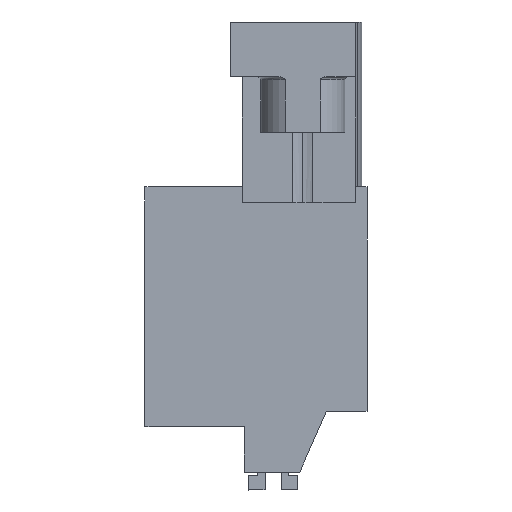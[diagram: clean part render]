
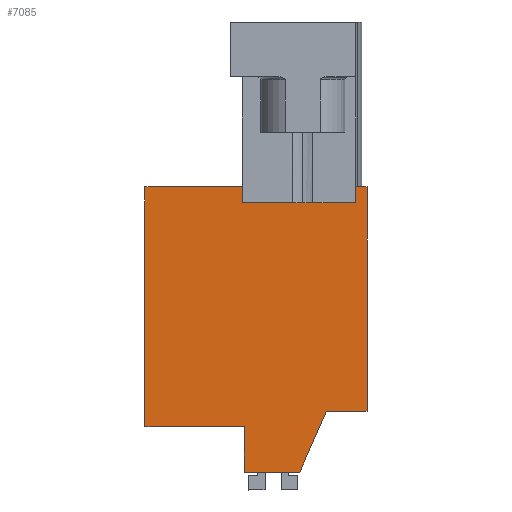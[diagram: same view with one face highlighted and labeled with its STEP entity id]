
A CAD part, left-side view. The second image highlights one B-rep face of the part: STEP entity #7085.
In plain terms, the highlighted planar face has unit normal (-1, 0, 0).
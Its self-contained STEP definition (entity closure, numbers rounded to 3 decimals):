
#7052=AXIS2_PLACEMENT_3D('Plane Axis2P3D',#7049,#7050,#7051) ;
#207=CARTESIAN_POINT('Vertex',(5.,0.,5.043)) ;
#210=CARTESIAN_POINT('Line Origine',(5.,1.3,5.043)) ;
#214=CARTESIAN_POINT('Vertex',(5.,2.6,5.043)) ;
#491=CARTESIAN_POINT('Vertex',(5.,7.85,4.043)) ;
#566=CARTESIAN_POINT('Vertex',(5.,7.85,1.143)) ;
#569=CARTESIAN_POINT('Line Origine',(5.,7.85,2.593)) ;
#767=CARTESIAN_POINT('Vertex',(5.,0.,19.383)) ;
#770=CARTESIAN_POINT('Line Origine',(5.,0.,12.213)) ;
#1168=CARTESIAN_POINT('Vertex',(5.,14.2,4.043)) ;
#1176=CARTESIAN_POINT('Line Origine',(5.,11.025,4.043)) ;
#2401=CARTESIAN_POINT('Vertex',(5.,7.968,19.383)) ;
#2404=CARTESIAN_POINT('Line Origine',(5.,7.968,18.883)) ;
#2408=CARTESIAN_POINT('Vertex',(5.,7.968,18.383)) ;
#2479=CARTESIAN_POINT('Vertex',(5.,14.2,19.383)) ;
#2482=CARTESIAN_POINT('Line Origine',(5.,11.084,19.383)) ;
#2504=CARTESIAN_POINT('Line Origine',(5.,14.2,11.713)) ;
#2960=CARTESIAN_POINT('Vertex',(5.,0.723,19.383)) ;
#2963=CARTESIAN_POINT('Line Origine',(5.,0.361,19.383)) ;
#7023=CARTESIAN_POINT('Line Origine',(5.,3.45,3.093)) ;
#7027=CARTESIAN_POINT('Vertex',(5.,4.3,1.143)) ;
#7049=CARTESIAN_POINT('Axis2P3D Location',(5.,6.8,19.383)) ;
#7054=CARTESIAN_POINT('Line Origine',(5.,6.075,1.143)) ;
#7059=CARTESIAN_POINT('Line Origine',(5.,0.723,18.883)) ;
#7063=CARTESIAN_POINT('Vertex',(5.,0.723,18.383)) ;
#7066=CARTESIAN_POINT('Line Origine',(5.,4.345,18.383)) ;
#211=DIRECTION('Vector Direction',(0.,-1.,0.)) ;
#570=DIRECTION('Vector Direction',(0.,0.,-1.)) ;
#771=DIRECTION('Vector Direction',(0.,0.,1.)) ;
#1177=DIRECTION('Vector Direction',(0.,-1.,0.)) ;
#2405=DIRECTION('Vector Direction',(0.,0.,-1.)) ;
#2483=DIRECTION('Vector Direction',(0.,1.,0.)) ;
#2505=DIRECTION('Vector Direction',(0.,0.,-1.)) ;
#2964=DIRECTION('Vector Direction',(0.,1.,0.)) ;
#7024=DIRECTION('Vector Direction',(0.,-0.4,0.917)) ;
#7050=DIRECTION('Axis2P3D Direction',(-1.,0.,0.)) ;
#7051=DIRECTION('Axis2P3D XDirection',(0.,1.,0.)) ;
#7055=DIRECTION('Vector Direction',(0.,-1.,0.)) ;
#7060=DIRECTION('Vector Direction',(0.,0.,-1.)) ;
#7067=DIRECTION('Vector Direction',(0.,-1.,0.)) ;
#212=VECTOR('Line Direction',#211,1.) ;
#571=VECTOR('Line Direction',#570,1.) ;
#772=VECTOR('Line Direction',#771,1.) ;
#1178=VECTOR('Line Direction',#1177,1.) ;
#2406=VECTOR('Line Direction',#2405,1.) ;
#2484=VECTOR('Line Direction',#2483,1.) ;
#2506=VECTOR('Line Direction',#2505,1.) ;
#2965=VECTOR('Line Direction',#2964,1.) ;
#7025=VECTOR('Line Direction',#7024,1.) ;
#7056=VECTOR('Line Direction',#7055,1.) ;
#7061=VECTOR('Line Direction',#7060,1.) ;
#7068=VECTOR('Line Direction',#7067,1.) ;
#7072=ORIENTED_EDGE('',*,*,#2486,.T.) ;
#7073=ORIENTED_EDGE('',*,*,#2508,.T.) ;
#7074=ORIENTED_EDGE('',*,*,#1180,.T.) ;
#7075=ORIENTED_EDGE('',*,*,#573,.T.) ;
#7076=ORIENTED_EDGE('',*,*,#7058,.T.) ;
#7077=ORIENTED_EDGE('',*,*,#7029,.T.) ;
#7078=ORIENTED_EDGE('',*,*,#216,.T.) ;
#7079=ORIENTED_EDGE('',*,*,#774,.T.) ;
#7080=ORIENTED_EDGE('',*,*,#2967,.T.) ;
#7081=ORIENTED_EDGE('',*,*,#7065,.T.) ;
#7082=ORIENTED_EDGE('',*,*,#7070,.F.) ;
#7083=ORIENTED_EDGE('',*,*,#2410,.T.) ;
#7085=ADVANCED_FACE('HOUSING',(#7084),#7053,.T.) ;
#216=EDGE_CURVE('',#215,#208,#213,.T.) ;
#573=EDGE_CURVE('',#492,#567,#572,.T.) ;
#774=EDGE_CURVE('',#208,#768,#773,.T.) ;
#1180=EDGE_CURVE('',#1169,#492,#1179,.T.) ;
#2410=EDGE_CURVE('',#2409,#2402,#2407,.F.) ;
#2486=EDGE_CURVE('',#2402,#2480,#2485,.T.) ;
#2508=EDGE_CURVE('',#2480,#1169,#2507,.T.) ;
#2967=EDGE_CURVE('',#768,#2961,#2966,.T.) ;
#7029=EDGE_CURVE('',#7028,#215,#7026,.T.) ;
#7058=EDGE_CURVE('',#567,#7028,#7057,.T.) ;
#7065=EDGE_CURVE('',#2961,#7064,#7062,.T.) ;
#7070=EDGE_CURVE('',#2409,#7064,#7069,.T.) ;
#7071=EDGE_LOOP('',(#7072,#7073,#7074,#7075,#7076,#7077,#7078,#7079,#7080,#7081,#7082,#7083)) ;
#7084=FACE_OUTER_BOUND('',#7071,.T.) ;
#213=LINE('Line',#210,#212) ;
#572=LINE('Line',#569,#571) ;
#773=LINE('Line',#770,#772) ;
#1179=LINE('Line',#1176,#1178) ;
#2407=LINE('Line',#2404,#2406) ;
#2485=LINE('Line',#2482,#2484) ;
#2507=LINE('Line',#2504,#2506) ;
#2966=LINE('Line',#2963,#2965) ;
#7026=LINE('Line',#7023,#7025) ;
#7057=LINE('Line',#7054,#7056) ;
#7062=LINE('Line',#7059,#7061) ;
#7069=LINE('Line',#7066,#7068) ;
#7053=PLANE('',#7052) ;
#208=VERTEX_POINT('',#207) ;
#215=VERTEX_POINT('',#214) ;
#492=VERTEX_POINT('',#491) ;
#567=VERTEX_POINT('',#566) ;
#768=VERTEX_POINT('',#767) ;
#1169=VERTEX_POINT('',#1168) ;
#2402=VERTEX_POINT('',#2401) ;
#2409=VERTEX_POINT('',#2408) ;
#2480=VERTEX_POINT('',#2479) ;
#2961=VERTEX_POINT('',#2960) ;
#7028=VERTEX_POINT('',#7027) ;
#7064=VERTEX_POINT('',#7063) ;
